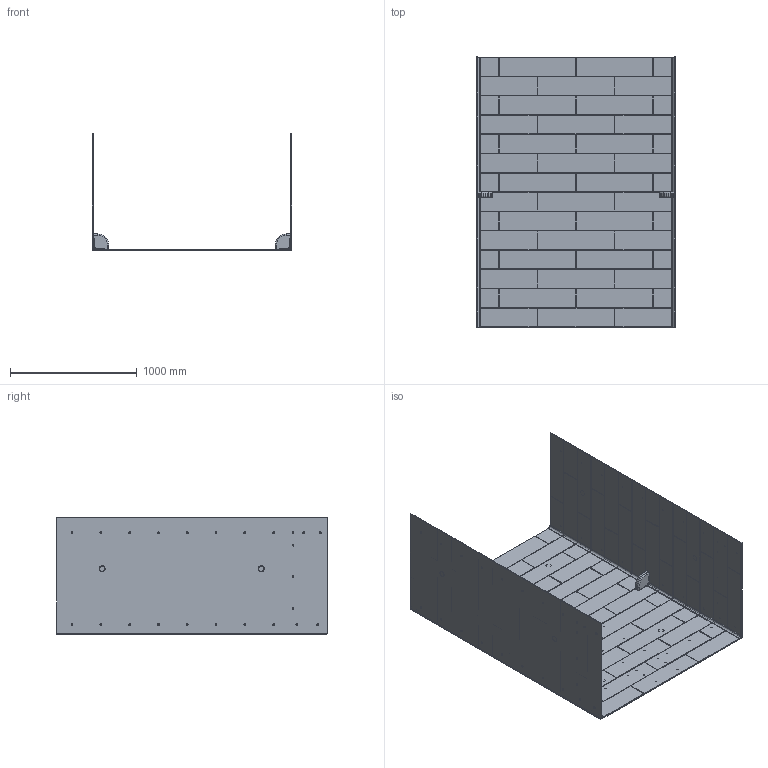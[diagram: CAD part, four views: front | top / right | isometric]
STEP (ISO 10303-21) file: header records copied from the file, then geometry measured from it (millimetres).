
FILE_DESCRIPTION (( 'STEP AP203' ), '1' );
FILE_NAME ('MSMK843662.STEP', '2021-07-08T14:36:21', ( '' ), ( '' ), 'SwSTEP 2.0', 'SolidWorks 2020', '' );
FILE_SCHEMA (( 'CONFIG_CONTROL_DESIGN' ));
Length unit declared in the file: inch
Products named in the file (7): SWACCM2084; MirrorMirrorSWSACCES2; MSMK843662; MirrorSWSACCES2; MSMK8462; MSMK8436; MirrorMSMK8436
Assembly tree (9 placements, depth 2):
  MSMK843662
    MSMK8462
    MSMK8436
    MirrorSWSACCES2  x2
    SWACCM2084  x2
    MirrorMirrorSWSACCES2  x2
    MirrorMSMK8436
Bounding box: 1574.8 x 2134.57 x 923.77 mm (x, y, z)
Volume: 70717937.7 mm3; surface area: 15253373.4 mm2
Topology: 9 solids, 9 shells, 2606 faces, 6456 edges, 3964 vertices
Faces by surface type: cylinder 981, plane 711, bspline 645, torus 196, sphere 57, cone 16
Entity records: 149953 total; most frequent: CARTESIAN_POINT 96160, ORIENTED_EDGE 12510, DIRECTION 8383, EDGE_CURVE 6255, VERTEX_POINT 3860, AXIS2_PLACEMENT_3D 2967, B_SPLINE_CURVE_WITH_KNOTS 2728, EDGE_LOOP 2637
